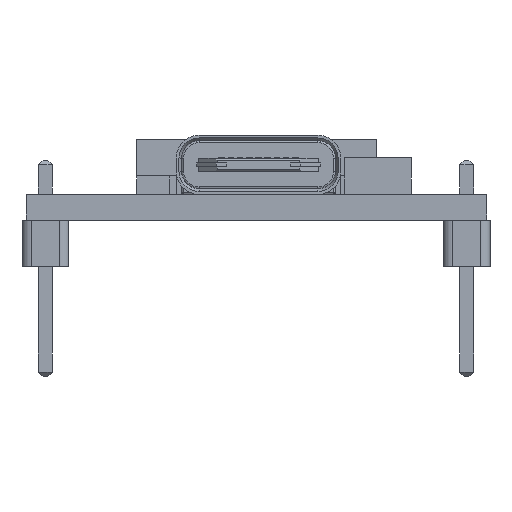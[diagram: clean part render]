
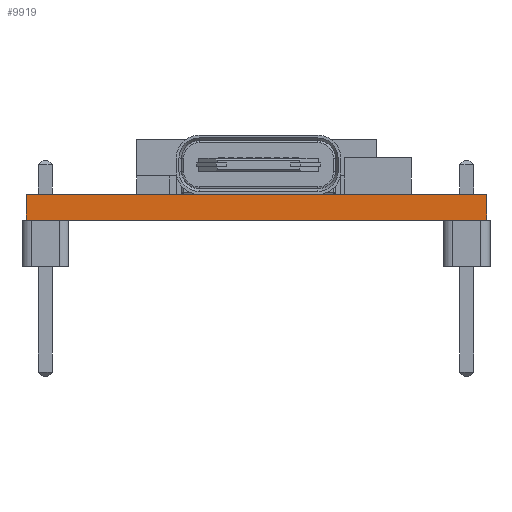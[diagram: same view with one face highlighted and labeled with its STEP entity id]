
A CAD part, front view. The second image highlights one B-rep face of the part: STEP entity #9919.
In plain terms, the highlighted planar face has unit normal (0, -1, 0).
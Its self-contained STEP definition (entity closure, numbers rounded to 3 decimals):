
#543 = CARTESIAN_POINT ( 'NONE',  ( 0., 0., 1.4 ) ) ;
#831 = CARTESIAN_POINT ( 'NONE',  ( 25., 0., 1.4 ) ) ;
#1273 = CARTESIAN_POINT ( 'NONE',  ( 0., 0., 1.4 ) ) ;
#1310 = LINE ( 'NONE', #37755, #32445 ) ;
#3481 = PLANE ( 'NONE',  #15525 ) ;
#6497 = DIRECTION ( 'NONE',  ( 0., 0., 1. ) ) ;
#6778 = VERTEX_POINT ( 'NONE', #20639 ) ;
#6931 = DIRECTION ( 'NONE',  ( 0., 0., -1. ) ) ;
#7600 = VERTEX_POINT ( 'NONE', #24088 ) ;
#8035 = VERTEX_POINT ( 'NONE', #831 ) ;
#8962 = VECTOR ( 'NONE', #21485, 1000. ) ;
#9007 = EDGE_CURVE ( 'NONE', #39115, #7600, #39329, .T. ) ;
#9606 = VECTOR ( 'NONE', #34450, 1000. ) ;
#9919 = ADVANCED_FACE ( 'NONE', ( #24985 ), #3481, .F. ) ;
#11191 = ORIENTED_EDGE ( 'NONE', *, *, #24658, .F. ) ;
#14907 = VECTOR ( 'NONE', #17838, 1000. ) ;
#15525 = AXIS2_PLACEMENT_3D ( 'NONE', #1273, #15814, #6497 ) ;
#15814 = DIRECTION ( 'NONE',  ( 0., 1., 0. ) ) ;
#17198 = EDGE_LOOP ( 'NONE', ( #23885, #26694, #11191, #17297 ) ) ;
#17297 = ORIENTED_EDGE ( 'NONE', *, *, #9007, .T. ) ;
#17838 = DIRECTION ( 'NONE',  ( 0., 0., -1. ) ) ;
#18089 = LINE ( 'NONE', #543, #8962 ) ;
#20639 = CARTESIAN_POINT ( 'NONE',  ( 25., 0., 0. ) ) ;
#21485 = DIRECTION ( 'NONE',  ( 1., 0., 0. ) ) ;
#22533 = CARTESIAN_POINT ( 'NONE',  ( 0., 0., 0. ) ) ;
#23807 = EDGE_CURVE ( 'NONE', #8035, #6778, #1310, .T. ) ;
#23885 = ORIENTED_EDGE ( 'NONE', *, *, #27471, .T. ) ;
#24088 = CARTESIAN_POINT ( 'NONE',  ( 0., 0., 0. ) ) ;
#24658 = EDGE_CURVE ( 'NONE', #39115, #8035, #18089, .T. ) ;
#24880 = CARTESIAN_POINT ( 'NONE',  ( 0., 0., 1.4 ) ) ;
#24985 = FACE_OUTER_BOUND ( 'NONE', #17198, .T. ) ;
#26106 = LINE ( 'NONE', #22533, #9606 ) ;
#26694 = ORIENTED_EDGE ( 'NONE', *, *, #23807, .F. ) ;
#27471 = EDGE_CURVE ( 'NONE', #7600, #6778, #26106, .T. ) ;
#32445 = VECTOR ( 'NONE', #6931, 1000. ) ;
#34450 = DIRECTION ( 'NONE',  ( 1., 0., 0. ) ) ;
#37755 = CARTESIAN_POINT ( 'NONE',  ( 25., 0., 1.4 ) ) ;
#38750 = CARTESIAN_POINT ( 'NONE',  ( 0., 0., 1.4 ) ) ;
#39115 = VERTEX_POINT ( 'NONE', #24880 ) ;
#39329 = LINE ( 'NONE', #38750, #14907 ) ;
